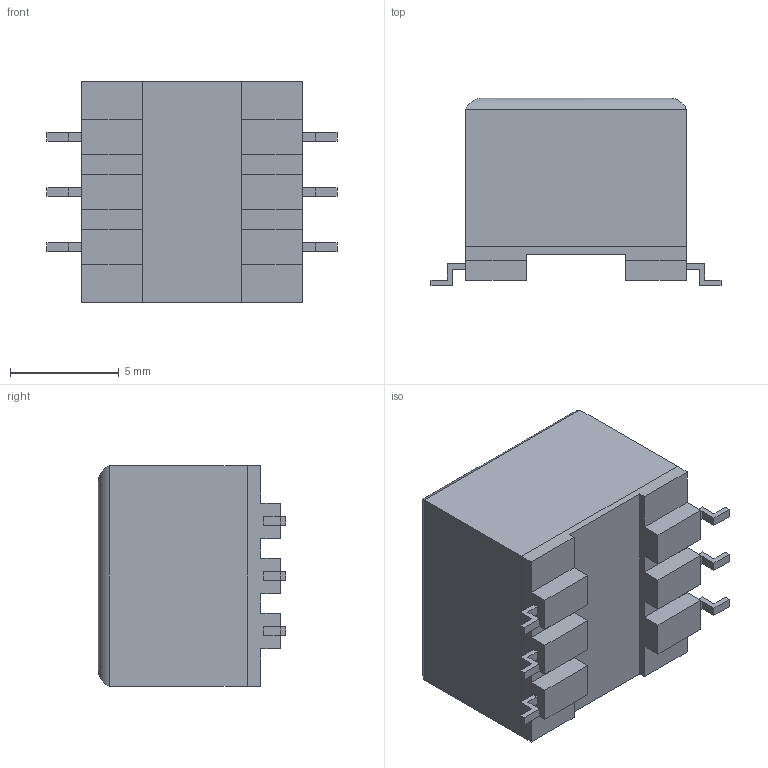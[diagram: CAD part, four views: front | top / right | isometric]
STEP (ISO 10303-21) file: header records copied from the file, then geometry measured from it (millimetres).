
FILE_DESCRIPTION (( 'STEP AP214' ), '1' );
FILE_NAME ('User Library-wurthTransformer750312365.STEP', '2018-02-16T07:46:33', ( '' ), ( '' ), 'SwSTEP 2.0', 'SolidWorks 2018', '' );
FILE_SCHEMA (( 'AUTOMOTIVE_DESIGN' ));
Length unit declared in the file: inch
Products named in the file (1): User Library-wurthTransformer750312365
Bounding box: 13.36 x 8.64 x 10.16 mm (x, y, z)
Volume: 781.1 mm3; surface area: 982 mm2
Topology: 9 solids, 9 shells, 107 faces, 266 edges, 178 vertices
Faces by surface type: plane 103, cylinder 4
Entity records: 3259 total; most frequent: CARTESIAN_POINT 564, ORIENTED_EDGE 532, DIRECTION 480, EDGE_CURVE 266, VECTOR 260, LINE 260, VERTEX_POINT 178, AXIS2_PLACEMENT_3D 110
